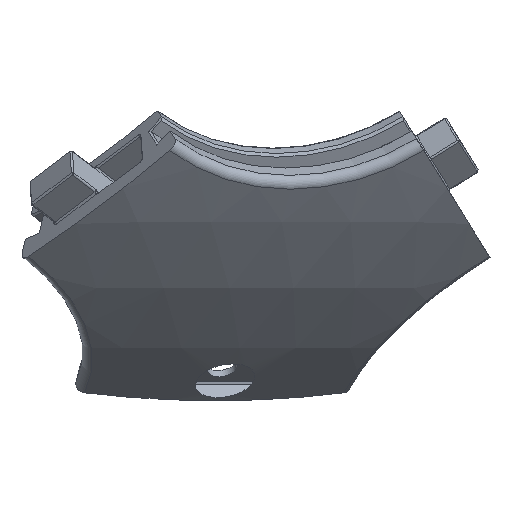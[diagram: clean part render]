
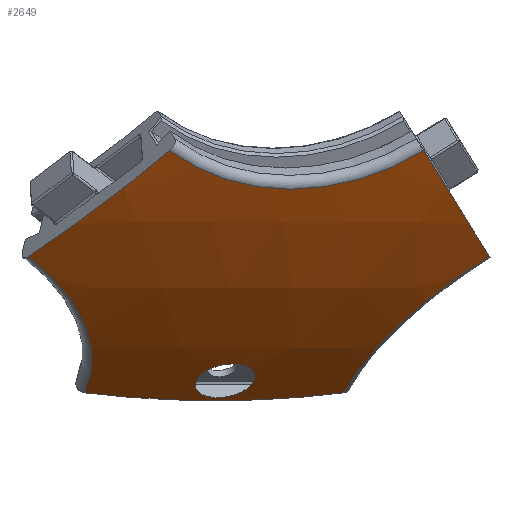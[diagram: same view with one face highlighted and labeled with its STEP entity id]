
A CAD part, left-side view. The second image highlights one B-rep face of the part: STEP entity #2649.
In plain terms, the highlighted spherical face has radius 111.352 mm.
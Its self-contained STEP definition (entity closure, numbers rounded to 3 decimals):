
#57=FACE_BOUND('',#358,.T.);
#64=SPHERICAL_SURFACE('',#2827,111.352);
#193=FACE_OUTER_BOUND('',#357,.T.);
#357=EDGE_LOOP('',(#1838,#1839,#1840,#1841,#1842,#1843,#1844,#1845));
#358=EDGE_LOOP('',(#1846));
#526=CIRCLE('',#2823,3.35);
#528=CIRCLE('',#2828,25.227);
#529=CIRCLE('',#2829,111.352);
#530=CIRCLE('',#2830,25.227);
#531=CIRCLE('',#2831,111.352);
#532=CIRCLE('',#2832,25.227);
#533=CIRCLE('',#2833,111.351);
#1115=B_SPLINE_CURVE_WITH_KNOTS('',3,(#3940,#3941,#3942,#3943),
 .UNSPECIFIED.,.F.,.F.,(4,4),(-1.344,-1.342),
 .UNSPECIFIED.);
#1116=B_SPLINE_CURVE_WITH_KNOTS('',3,(#3955,#3956,#3957,#3958),
 .UNSPECIFIED.,.F.,.F.,(4,4),(1.342,1.344),
 .UNSPECIFIED.);
#1161=VERTEX_POINT('',#3928);
#1164=VERTEX_POINT('',#3938);
#1165=VERTEX_POINT('',#3939);
#1166=VERTEX_POINT('',#3944);
#1167=VERTEX_POINT('',#3946);
#1168=VERTEX_POINT('',#3948);
#1169=VERTEX_POINT('',#3950);
#1170=VERTEX_POINT('',#3952);
#1171=VERTEX_POINT('',#3954);
#1414=EDGE_CURVE('',#1161,#1161,#526,.T.);
#1419=EDGE_CURVE('',#1164,#1165,#1115,.T.);
#1420=EDGE_CURVE('',#1166,#1164,#528,.T.);
#1421=EDGE_CURVE('',#1167,#1166,#529,.T.);
#1422=EDGE_CURVE('',#1168,#1167,#530,.T.);
#1423=EDGE_CURVE('',#1169,#1168,#531,.T.);
#1424=EDGE_CURVE('',#1170,#1169,#532,.T.);
#1425=EDGE_CURVE('',#1171,#1170,#1116,.T.);
#1426=EDGE_CURVE('',#1165,#1171,#533,.T.);
#1838=ORIENTED_EDGE('',*,*,#1419,.F.);
#1839=ORIENTED_EDGE('',*,*,#1420,.F.);
#1840=ORIENTED_EDGE('',*,*,#1421,.F.);
#1841=ORIENTED_EDGE('',*,*,#1422,.F.);
#1842=ORIENTED_EDGE('',*,*,#1423,.F.);
#1843=ORIENTED_EDGE('',*,*,#1424,.F.);
#1844=ORIENTED_EDGE('',*,*,#1425,.F.);
#1845=ORIENTED_EDGE('',*,*,#1426,.F.);
#1846=ORIENTED_EDGE('',*,*,#1414,.F.);
#2649=ADVANCED_FACE('',(#193,#57),#64,.T.);
#2823=AXIS2_PLACEMENT_3D('',#3929,#3124,#3125);
#2827=AXIS2_PLACEMENT_3D('',#3937,#3134,#3135);
#2828=AXIS2_PLACEMENT_3D('',#3945,#3136,#3137);
#2829=AXIS2_PLACEMENT_3D('',#3947,#3138,#3139);
#2830=AXIS2_PLACEMENT_3D('',#3949,#3140,#3141);
#2831=AXIS2_PLACEMENT_3D('',#3951,#3142,#3143);
#2832=AXIS2_PLACEMENT_3D('',#3953,#3144,#3145);
#2833=AXIS2_PLACEMENT_3D('',#3959,#3146,#3147);
#3124=DIRECTION('center_axis',(-0.531,-0.173,-0.83));
#3125=DIRECTION('ref_axis',(-0.789,-0.256,0.558));
#3134=DIRECTION('center_axis',(0.,0.,
1.));
#3135=DIRECTION('ref_axis',(-0.951,-0.309,0.));
#3136=DIRECTION('center_axis',(-0.357,-0.491,-0.795));
#3137=DIRECTION('ref_axis',(-0.809,0.588,0.));
#3138=DIRECTION('center_axis',(0.,-0.851,
0.526));
#3139=DIRECTION('ref_axis',(0.,0.526,0.851));
#3140=DIRECTION('center_axis',(-0.851,-0.276,-0.447));
#3141=DIRECTION('ref_axis',(0.425,0.138,-0.894));
#3142=DIRECTION('center_axis',(-0.5,0.688,0.526));
#3143=DIRECTION('ref_axis',(0.,0.607,-0.795));
#3144=DIRECTION('center_axis',(-0.577,0.188,-0.795));
#3145=DIRECTION('ref_axis',(-0.309,-0.951,0.));
#3146=DIRECTION('center_axis',(0.809,0.263,-0.526));
#3147=DIRECTION('ref_axis',(0.,-0.894,-0.447));
#3928=CARTESIAN_POINT('',(-56.45,-18.342,17.138));
#3929=CARTESIAN_POINT('Origin',(-59.093,-19.2,19.008));
#3937=CARTESIAN_POINT('Origin',(0.,0.,111.352));
#3938=CARTESIAN_POINT('',(-50.725,-32.396,17.667));
#3939=CARTESIAN_POINT('',(-50.725,-32.394,17.667));
#3940=CARTESIAN_POINT('Ctrl Pts',(-50.725,-32.396,17.667));
#3941=CARTESIAN_POINT('Ctrl Pts',(-50.725,-32.395,17.667));
#3942=CARTESIAN_POINT('Ctrl Pts',(-50.725,-32.395,17.667));
#3943=CARTESIAN_POINT('Ctrl Pts',(-50.725,-32.394,17.667));
#3944=CARTESIAN_POINT('',(-62.266,-48.533,32.823));
#3945=CARTESIAN_POINT('Origin',(-38.7,-53.266,25.166));
#3946=CARTESIAN_POINT('',(-78.996,-41.258,44.594));
#3947=CARTESIAN_POINT('Origin',(0.,0.,
111.352));
#3948=CARTESIAN_POINT('',(-88.16,-13.054,44.594));
#3949=CARTESIAN_POINT('Origin',(-92.259,-29.977,62.848));
#3950=CARTESIAN_POINT('',(-78.901,2.665,32.823));
#3951=CARTESIAN_POINT('Origin',(0.,0.,111.352));
#3952=CARTESIAN_POINT('',(-60.079,-3.606,17.667));
#3953=CARTESIAN_POINT('Origin',(-62.617,20.346,25.166));
#3954=CARTESIAN_POINT('',(-60.078,-3.608,17.667));
#3955=CARTESIAN_POINT('Ctrl Pts',(-60.078,-3.608,17.667));
#3956=CARTESIAN_POINT('Ctrl Pts',(-60.078,-3.608,17.667));
#3957=CARTESIAN_POINT('Ctrl Pts',(-60.079,-3.607,17.667));
#3958=CARTESIAN_POINT('Ctrl Pts',(-60.079,-3.606,17.667));
#3959=CARTESIAN_POINT('Origin',(-0.243,-0.079,
111.509));
